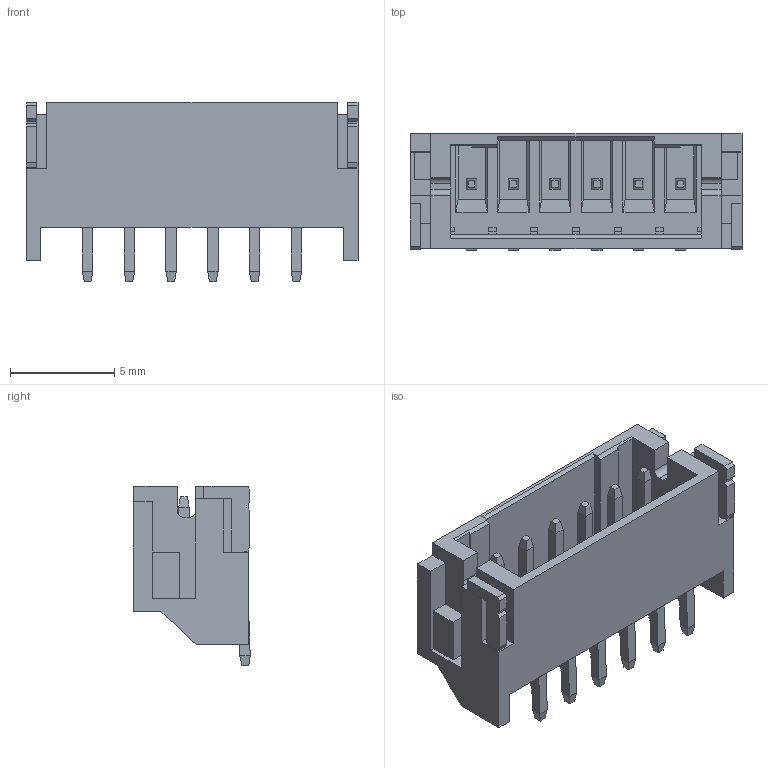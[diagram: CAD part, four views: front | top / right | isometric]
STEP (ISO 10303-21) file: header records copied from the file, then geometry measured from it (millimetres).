
FILE_DESCRIPTION (( 'STEP AP214' ), '1' );
FILE_NAME ('S6B-PH-SM4-TB(LF)(SN).STEP', '2021-08-05T09:10:51', ( '' ), ( '' ), 'SwSTEP 2.0', 'SolidWorks 2018', '' );
FILE_SCHEMA (( 'AUTOMOTIVE_DESIGN' ));
Length unit declared in the file: millimetre
Products named in the file (2): S6B-PH-SM4-TB(LF)(SN)
Bounding box: 15.9 x 5.57 x 8.6 mm (x, y, z)
Volume: 250.4 mm3; surface area: 804.4 mm2
Topology: 17 solids, 17 shells, 336 faces, 860 edges, 564 vertices
Faces by surface type: plane 320, cylinder 16
Entity records: 13841 total; most frequent: CARTESIAN_POINT 1762, ORIENTED_EDGE 1720, DIRECTION 1568, EDGE_CURVE 860, LINE 828, VECTOR 828, VERTEX_POINT 564, AXIS2_PLACEMENT_3D 370
